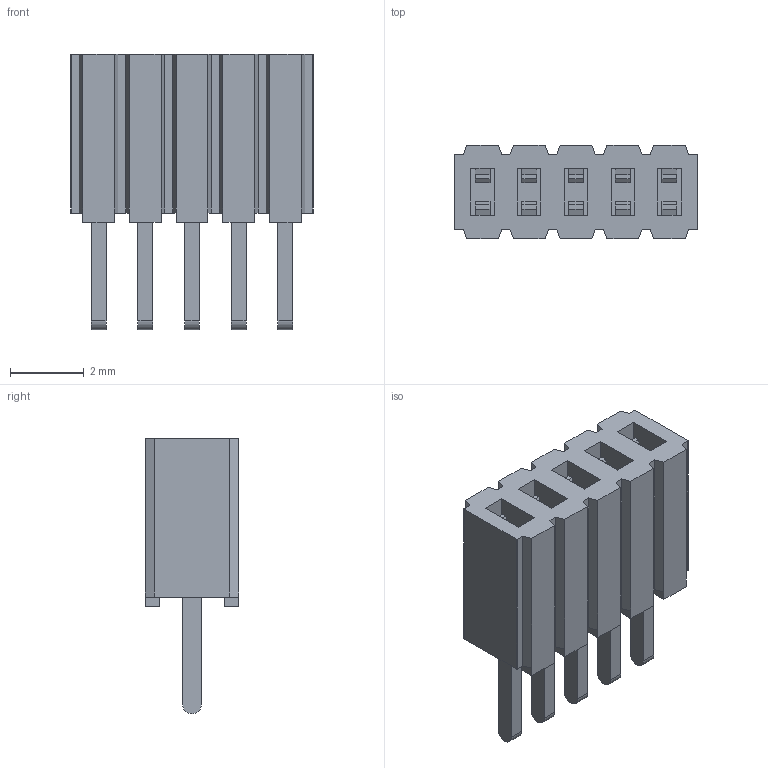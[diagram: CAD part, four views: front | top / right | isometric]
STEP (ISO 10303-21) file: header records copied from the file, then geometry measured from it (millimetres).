
FILE_DESCRIPTION(('FreeCAD Model'),'2;1');
FILE_NAME('Open CASCADE Shape Model','2025-01-06T12:15:39',(''),(''), 'Open CASCADE STEP processor 7.8','FreeCAD','Unknown');
FILE_SCHEMA(('AUTOMOTIVE_DESIGN { 1 0 10303 214 1 1 1 1 }'));
Length unit declared in the file: millimetre
Products named in the file (2): SLM-105-01-S_socket; C-29-01-05-S
Bounding box: 6.58 x 2.54 x 7.49 mm (x, y, z)
Volume: 62.5 mm3; surface area: 293.7 mm2
Topology: 2 solids, 2 shells, 196 faces, 526 edges, 344 vertices
Faces by surface type: plane 191, cylinder 5
Entity records: 6020 total; most frequent: CARTESIAN_POINT 1067, ORIENTED_EDGE 1052, DIRECTION 930, EDGE_CURVE 526, LINE 516, VECTOR 516, VERTEX_POINT 344, AXIS2_PLACEMENT_3D 207
